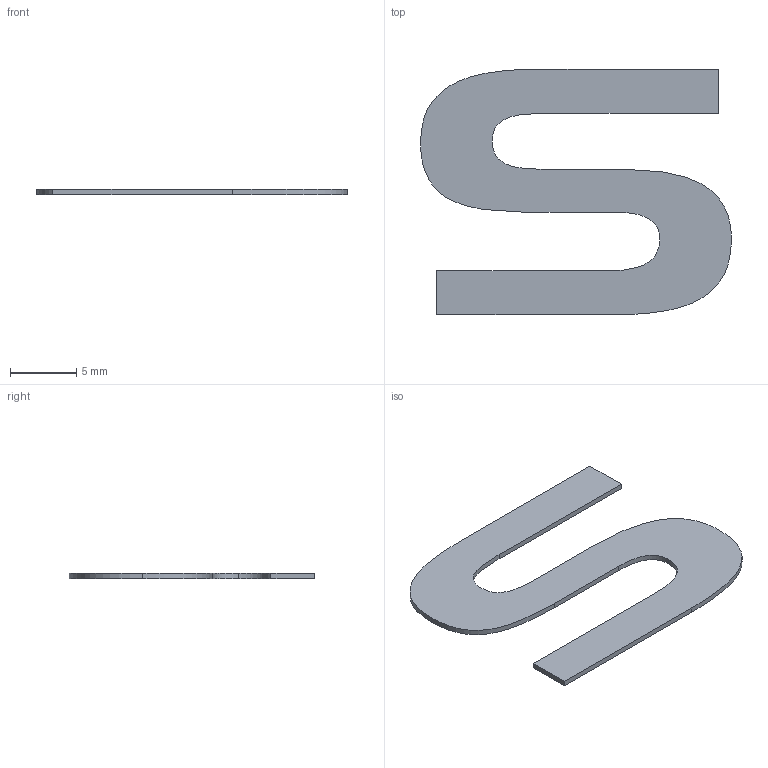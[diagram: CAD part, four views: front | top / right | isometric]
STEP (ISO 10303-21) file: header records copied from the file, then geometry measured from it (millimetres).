
FILE_DESCRIPTION(/* description */ (''),/* implementation_level */ '2;1');
FILE_NAME(/* name */ 'SEN6x IAQ Logo.step',/* time_stamp */ '2025-05-10T12:30:17+02:00',/* author */ (''),/* organization */ (''),/* preprocessor_version */ 'ST-DEVELOPER v20.1',/* originating_system */ 'Autodesk Translation Framework v14.4.0.0',/* authorisation */ '');
FILE_SCHEMA (('AUTOMOTIVE_DESIGN { 1 0 10303 214 3 1 1 }'));
Length unit declared in the file: millimetre
Products named in the file (2): SEN6x IAQ B0-Sample; Top Shell
Assembly tree (1 placements, depth 2):
  SEN6x IAQ B0-Sample
    Top Shell
Bounding box: 23.38 x 18.48 x 0.4 mm (x, y, z)
Volume: 98.6 mm3; surface area: 548.2 mm2
Topology: 1 solids, 1 shells, 18 faces, 48 edges, 32 vertices
Faces by surface type: plane 10, bspline 8
Entity records: 650 total; most frequent: CARTESIAN_POINT 205, ORIENTED_EDGE 96, DIRECTION 58, EDGE_CURVE 48, LINE 32, VECTOR 32, VERTEX_POINT 32, FACE_OUTER_BOUND 18
